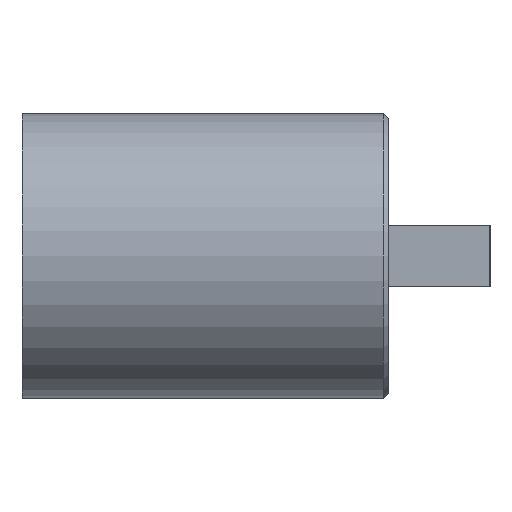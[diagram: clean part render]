
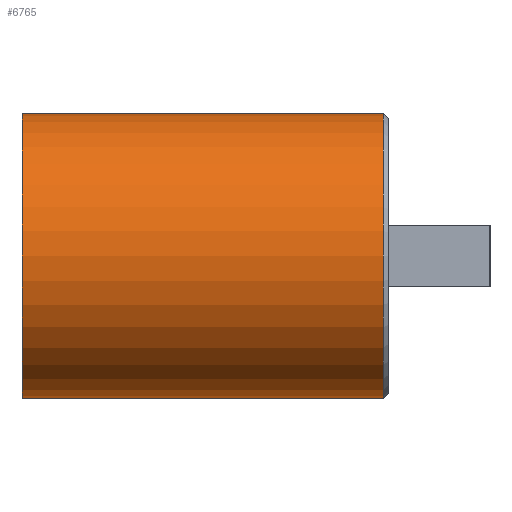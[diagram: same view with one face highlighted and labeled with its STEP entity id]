
A CAD part, left-side view. The second image highlights one B-rep face of the part: STEP entity #6765.
In plain terms, the highlighted cylindrical face has radius 7 mm (diameter 14 mm), a partial arc.
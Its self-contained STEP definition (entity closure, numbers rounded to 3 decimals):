
#572=FACE_OUTER_BOUND('',#959,.T.);
#959=EDGE_LOOP('',(#5478,#5479,#5480,#5481));
#1747=LINE('',#10866,#2574);
#1758=LINE('',#10881,#2585);
#2574=VECTOR('',#8278,1000.);
#2585=VECTOR('',#8291,1000.);
#2961=CIRCLE('',#7210,7.);
#2963=CIRCLE('',#7216,7.);
#3453=VERTEX_POINT('',#10837);
#3464=VERTEX_POINT('',#10861);
#3465=VERTEX_POINT('',#10865);
#3468=VERTEX_POINT('',#10879);
#4250=EDGE_CURVE('',#3464,#3453,#2961,.T.);
#4251=EDGE_CURVE('',#3453,#3465,#1747,.T.);
#4262=EDGE_CURVE('',#3468,#3464,#1758,.T.);
#4270=EDGE_CURVE('',#3468,#3465,#2963,.T.);
#5478=ORIENTED_EDGE('',*,*,#4262,.F.);
#5479=ORIENTED_EDGE('',*,*,#4270,.T.);
#5480=ORIENTED_EDGE('',*,*,#4251,.F.);
#5481=ORIENTED_EDGE('',*,*,#4250,.F.);
#6642=CYLINDRICAL_SURFACE('',#7215,7.);
#6765=ADVANCED_FACE('',(#572),#6642,.T.);
#7210=AXIS2_PLACEMENT_3D('',#10863,#8274,#8275);
#7215=AXIS2_PLACEMENT_3D('',#10890,#8302,#8303);
#7216=AXIS2_PLACEMENT_3D('',#10891,#8304,#8305);
#8274=DIRECTION('center_axis',(0.,1.,0.));
#8275=DIRECTION('ref_axis',(0.,0.,1.));
#8278=DIRECTION('',(0.,-1.,0.));
#8291=DIRECTION('',(0.,1.,0.));
#8302=DIRECTION('center_axis',(0.,-1.,0.));
#8303=DIRECTION('ref_axis',(0.,0.,-1.));
#8304=DIRECTION('center_axis',(0.,1.,0.));
#8305=DIRECTION('ref_axis',(0.,0.,1.));
#10837=CARTESIAN_POINT('',(-72.,9.,7.));
#10861=CARTESIAN_POINT('',(-72.,9.,-7.));
#10863=CARTESIAN_POINT('Origin',(-72.,9.,0.));
#10865=CARTESIAN_POINT('',(-72.,-8.75,7.));
#10866=CARTESIAN_POINT('',(-72.,9.,7.));
#10879=CARTESIAN_POINT('',(-72.,-8.75,-7.));
#10881=CARTESIAN_POINT('',(-72.,9.,-7.));
#10890=CARTESIAN_POINT('Origin',(-72.,9.,0.));
#10891=CARTESIAN_POINT('Origin',(-72.,-8.75,0.));
